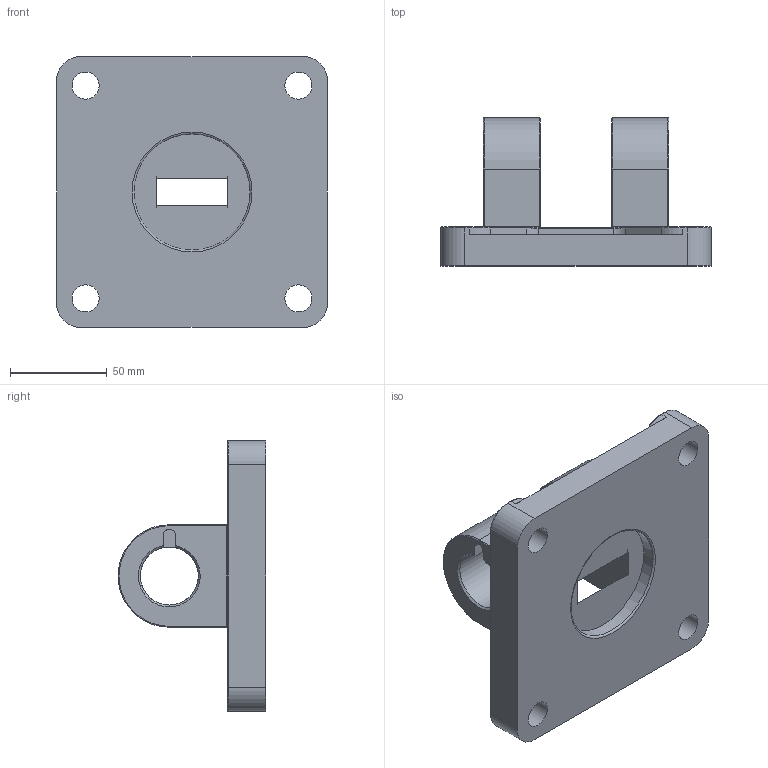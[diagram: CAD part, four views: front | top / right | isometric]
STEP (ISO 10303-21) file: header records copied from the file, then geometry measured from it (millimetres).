
FILE_DESCRIPTION(('HOOPS Exchange Step'),'2;1');
FILE_NAME('export-F2AE0314-4B3E-4B95-9A0C-320080E8D508.stp','2021-10-01T10:26:49+02:00',('User'),('Alibre'),'HOOPS Exchange 2020.1','Alibre','Unknown authorisation');
FILE_SCHEMA( ('AP242_MANAGED_MODEL_BASED_3D_ENGINEERING_MIM_LF {1 0 10303 442 1 1 4 }') );
Length unit declared in the file: millimetre
Products named in the file (2): 5566-1 Hinge frame; 5566 Z40W0951252003SP Female Hinge - Model B 125 - for Rod-Eye GA-M M27x2
Assembly tree (1 placements, depth 2):
  5566 Z40W0951252003SP Female Hinge - Model B 125 - for Rod-Eye GA-M M27x2
    5566-1 Hinge frame
Bounding box: 140 x 76.5 x 140 mm (x, y, z)
Volume: 431064.1 mm3; surface area: 72957.1 mm2
Topology: 1 solids, 1 shells, 121 faces, 305 edges, 187 vertices
Faces by surface type: cylinder 61, plane 31, torus 21, bspline 4, cone 4
Full cylindrical faces by diameter (mm): 14 x4, 20 x4, 30 x2, 60 x1
Entity records: 4569 total; most frequent: CARTESIAN_POINT 1506, DIRECTION 692, ORIENTED_EDGE 602, EDGE_CURVE 301, AXIS2_PLACEMENT_3D 279, VERTEX_POINT 187, CIRCLE 149, EDGE_LOOP 140
